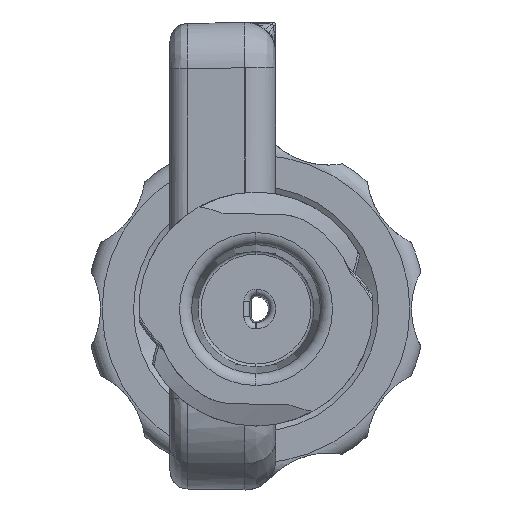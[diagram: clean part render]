
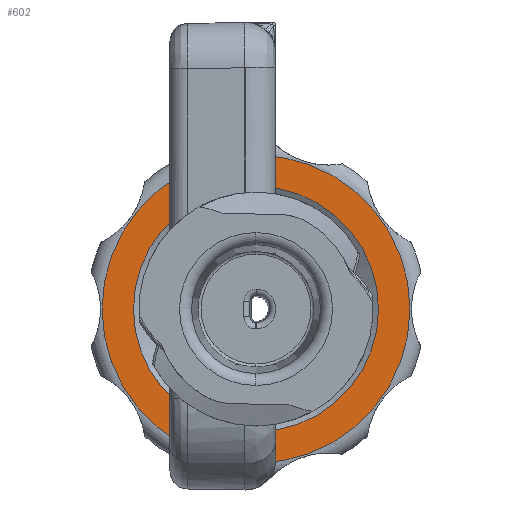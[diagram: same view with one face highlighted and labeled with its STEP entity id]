
A CAD part, left-side view. The second image highlights one B-rep face of the part: STEP entity #602.
In plain terms, the highlighted planar face has unit normal (-1, 0, 0).
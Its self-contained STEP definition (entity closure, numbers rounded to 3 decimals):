
#602 = ADVANCED_FACE ( 'NONE', ( #23267, #7915 ), #20146, .F. ) ;
#1905 = DIRECTION ( 'NONE',  ( 0., 0., 1. ) ) ;
#3155 = AXIS2_PLACEMENT_3D ( 'NONE', #20406, #8418, #22434 ) ;
#3792 = EDGE_CURVE ( 'NONE', #5709, #25564, #7856, .T. ) ;
#4510 = DIRECTION ( 'NONE',  ( -1., 0., 0. ) ) ;
#5603 = AXIS2_PLACEMENT_3D ( 'NONE', #19953, #7976, #21982 ) ;
#5709 = VERTEX_POINT ( 'NONE', #20452 ) ;
#6009 = VERTEX_POINT ( 'NONE', #21414 ) ;
#6157 = ORIENTED_EDGE ( 'NONE', *, *, #19082, .F. ) ;
#7856 = CIRCLE ( 'NONE', #3155, 5.1 ) ;
#7915 = FACE_BOUND ( 'NONE', #21829, .T. ) ;
#7976 = DIRECTION ( 'NONE',  ( -1., 0., 0. ) ) ;
#8418 = DIRECTION ( 'NONE',  ( -1., 0., 0. ) ) ;
#10190 = DIRECTION ( 'NONE',  ( 0., 0., -1. ) ) ;
#11444 = AXIS2_PLACEMENT_3D ( 'NONE', #16443, #4510, #18463 ) ;
#12283 = EDGE_CURVE ( 'NONE', #25564, #5709, #12984, .T. ) ;
#12410 = EDGE_CURVE ( 'NONE', #19393, #6009, #17677, .T. ) ;
#12475 = ORIENTED_EDGE ( 'NONE', *, *, #12410, .F. ) ;
#12984 = CIRCLE ( 'NONE', #11444, 5.1 ) ;
#13844 = DIRECTION ( 'NONE',  ( -1., 0., 0. ) ) ;
#16443 = CARTESIAN_POINT ( 'NONE',  ( 13.3, 0., 0. ) ) ;
#17677 = CIRCLE ( 'NONE', #5603, 4.059 ) ;
#18126 = CARTESIAN_POINT ( 'NONE',  ( 13.3, 4.059, 0. ) ) ;
#18463 = DIRECTION ( 'NONE',  ( 0., 0., -1. ) ) ;
#19003 = CARTESIAN_POINT ( 'NONE',  ( 13.3, 0., 4.059 ) ) ;
#19082 = EDGE_CURVE ( 'NONE', #6009, #19393, #24475, .T. ) ;
#19393 = VERTEX_POINT ( 'NONE', #19003 ) ;
#19590 = AXIS2_PLACEMENT_3D ( 'NONE', #18126, #22176, #10190 ) ;
#19953 = CARTESIAN_POINT ( 'NONE',  ( 13.3, 0., 0. ) ) ;
#20146 = PLANE ( 'NONE',  #19590 ) ;
#20406 = CARTESIAN_POINT ( 'NONE',  ( 13.3, 0., 0. ) ) ;
#20452 = CARTESIAN_POINT ( 'NONE',  ( 13.3, 0., 5.1 ) ) ;
#20468 = ORIENTED_EDGE ( 'NONE', *, *, #3792, .T. ) ;
#21200 = EDGE_LOOP ( 'NONE', ( #24910, #20468 ) ) ;
#21414 = CARTESIAN_POINT ( 'NONE',  ( 13.3, 0., -4.059 ) ) ;
#21829 = EDGE_LOOP ( 'NONE', ( #12475, #6157 ) ) ;
#21982 = DIRECTION ( 'NONE',  ( 0., 0., 1. ) ) ;
#22176 = DIRECTION ( 'NONE',  ( 1., 0., 0. ) ) ;
#22434 = DIRECTION ( 'NONE',  ( 0., 0., -1. ) ) ;
#22694 = CARTESIAN_POINT ( 'NONE',  ( 13.3, 0., -5.1 ) ) ;
#23214 = AXIS2_PLACEMENT_3D ( 'NONE', #25869, #13844, #1905 ) ;
#23267 = FACE_OUTER_BOUND ( 'NONE', #21200, .T. ) ;
#24475 = CIRCLE ( 'NONE', #23214, 4.059 ) ;
#24910 = ORIENTED_EDGE ( 'NONE', *, *, #12283, .T. ) ;
#25564 = VERTEX_POINT ( 'NONE', #22694 ) ;
#25869 = CARTESIAN_POINT ( 'NONE',  ( 13.3, 0., 0. ) ) ;
